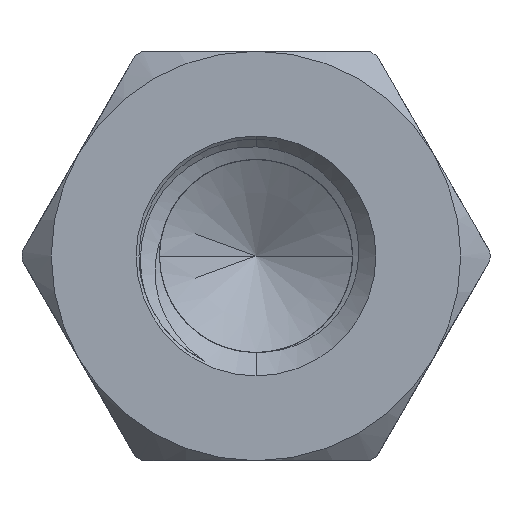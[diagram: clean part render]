
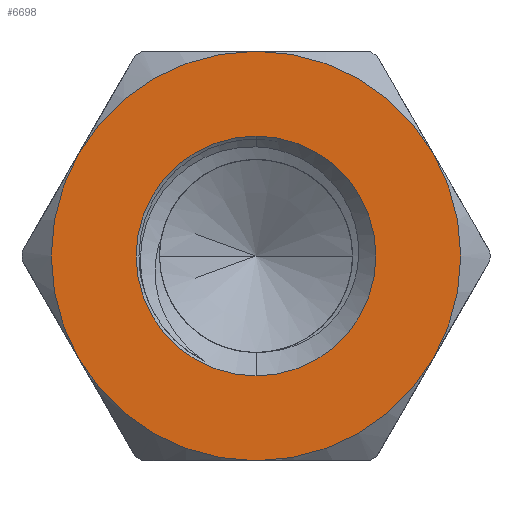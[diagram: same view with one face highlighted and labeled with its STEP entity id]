
A CAD part, front view. The second image highlights one B-rep face of the part: STEP entity #6698.
In plain terms, the highlighted planar face has unit normal (0, -1, 0).
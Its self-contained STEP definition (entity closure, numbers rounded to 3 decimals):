
#190 = CARTESIAN_POINT ( 'NONE',  ( 3.031, 0., 1.75 ) ) ;
#378 = DIRECTION ( 'NONE',  ( 0., -1., 0. ) ) ;
#673 = EDGE_CURVE ( 'NONE', #2172, #4559, #2424, .T. ) ;
#1052 = EDGE_CURVE ( 'NONE', #3857, #8345, #5080, .T. ) ;
#1068 = AXIS2_PLACEMENT_3D ( 'NONE', #2655, #8296, #1360 ) ;
#1318 = CARTESIAN_POINT ( 'NONE',  ( -3.031, 0., -1.75 ) ) ;
#1347 = DIRECTION ( 'NONE',  ( 0., -1., 0. ) ) ;
#1349 = FACE_OUTER_BOUND ( 'NONE', #2660, .T. ) ;
#1360 = DIRECTION ( 'NONE',  ( 0., 0., 1. ) ) ;
#1611 = CARTESIAN_POINT ( 'NONE',  ( 0., 0., 3.5 ) ) ;
#1614 = CIRCLE ( 'NONE', #4671, 3.5 ) ;
#1775 = ORIENTED_EDGE ( 'NONE', *, *, #2473, .T. ) ;
#1911 = CARTESIAN_POINT ( 'NONE',  ( 0., 0., 0. ) ) ;
#1934 = EDGE_CURVE ( 'NONE', #4559, #2172, #7334, .T. ) ;
#2144 = VERTEX_POINT ( 'NONE', #5768 ) ;
#2172 = VERTEX_POINT ( 'NONE', #8886 ) ;
#2316 = VERTEX_POINT ( 'NONE', #9034 ) ;
#2355 = CARTESIAN_POINT ( 'NONE',  ( 0., 0., 0. ) ) ;
#2424 = CIRCLE ( 'NONE', #7091, 2.05 ) ;
#2441 = DIRECTION ( 'NONE',  ( 0., 1., 0. ) ) ;
#2451 = ORIENTED_EDGE ( 'NONE', *, *, #1934, .F. ) ;
#2473 = EDGE_CURVE ( 'NONE', #2144, #2316, #8613, .T. ) ;
#2560 = ORIENTED_EDGE ( 'NONE', *, *, #4951, .T. ) ;
#2655 = CARTESIAN_POINT ( 'NONE',  ( 0., 0., 0. ) ) ;
#2660 = EDGE_LOOP ( 'NONE', ( #2560, #7634, #3214, #7490, #1775, #5454 ) ) ;
#2949 = AXIS2_PLACEMENT_3D ( 'NONE', #3557, #378, #6836 ) ;
#3149 = CIRCLE ( 'NONE', #2949, 3.5 ) ;
#3214 = ORIENTED_EDGE ( 'NONE', *, *, #1052, .T. ) ;
#3440 = DIRECTION ( 'NONE',  ( 0., -1., 0. ) ) ;
#3557 = CARTESIAN_POINT ( 'NONE',  ( 0., 0., 0. ) ) ;
#3746 = AXIS2_PLACEMENT_3D ( 'NONE', #1911, #3440, #7600 ) ;
#3813 = CARTESIAN_POINT ( 'NONE',  ( 0., 0., 0. ) ) ;
#3857 = VERTEX_POINT ( 'NONE', #5051 ) ;
#3928 = CARTESIAN_POINT ( 'NONE',  ( 0., 0., 0. ) ) ;
#4003 = CIRCLE ( 'NONE', #9317, 3.5 ) ;
#4250 = ORIENTED_EDGE ( 'NONE', *, *, #673, .F. ) ;
#4272 = CARTESIAN_POINT ( 'NONE',  ( 0., 0., 2.05 ) ) ;
#4297 = CIRCLE ( 'NONE', #3746, 3.5 ) ;
#4506 = EDGE_CURVE ( 'NONE', #7868, #3857, #4297, .T. ) ;
#4559 = VERTEX_POINT ( 'NONE', #4272 ) ;
#4639 = DIRECTION ( 'NONE',  ( 0., 0., 1. ) ) ;
#4671 = AXIS2_PLACEMENT_3D ( 'NONE', #3928, #1347, #4639 ) ;
#4764 = DIRECTION ( 'NONE',  ( 0., 0., 1. ) ) ;
#4866 = PLANE ( 'NONE',  #6672 ) ;
#4951 = EDGE_CURVE ( 'NONE', #9322, #7868, #1614, .T. ) ;
#5051 = CARTESIAN_POINT ( 'NONE',  ( -3.031, 0., 1.75 ) ) ;
#5080 = CIRCLE ( 'NONE', #1068, 3.5 ) ;
#5320 = EDGE_CURVE ( 'NONE', #8345, #2144, #3149, .T. ) ;
#5424 = DIRECTION ( 'NONE',  ( 0., 0., 1. ) ) ;
#5454 = ORIENTED_EDGE ( 'NONE', *, *, #9588, .T. ) ;
#5768 = CARTESIAN_POINT ( 'NONE',  ( 0., 0., -3.5 ) ) ;
#5773 = FACE_BOUND ( 'NONE', #9823, .T. ) ;
#6110 = DIRECTION ( 'NONE',  ( 0., -1., 0. ) ) ;
#6218 = DIRECTION ( 'NONE',  ( 0., 0., -1. ) ) ;
#6426 = CARTESIAN_POINT ( 'NONE',  ( 0., 0., 0. ) ) ;
#6672 = AXIS2_PLACEMENT_3D ( 'NONE', #6426, #2441, #4764 ) ;
#6698 = ADVANCED_FACE ( 'NONE', ( #5773, #1349 ), #4866, .F. ) ;
#6836 = DIRECTION ( 'NONE',  ( 0., 0., 1. ) ) ;
#7089 = DIRECTION ( 'NONE',  ( 0., 0., -1. ) ) ;
#7091 = AXIS2_PLACEMENT_3D ( 'NONE', #7963, #10272, #6218 ) ;
#7334 = CIRCLE ( 'NONE', #9482, 2.05 ) ;
#7490 = ORIENTED_EDGE ( 'NONE', *, *, #5320, .T. ) ;
#7586 = AXIS2_PLACEMENT_3D ( 'NONE', #9453, #6110, #7829 ) ;
#7600 = DIRECTION ( 'NONE',  ( 0., 0., 1. ) ) ;
#7634 = ORIENTED_EDGE ( 'NONE', *, *, #4506, .T. ) ;
#7829 = DIRECTION ( 'NONE',  ( 0., 0., -1. ) ) ;
#7868 = VERTEX_POINT ( 'NONE', #1611 ) ;
#7963 = CARTESIAN_POINT ( 'NONE',  ( 0., 0., 0. ) ) ;
#8296 = DIRECTION ( 'NONE',  ( 0., -1., 0. ) ) ;
#8345 = VERTEX_POINT ( 'NONE', #1318 ) ;
#8613 = CIRCLE ( 'NONE', #7586, 3.5 ) ;
#8886 = CARTESIAN_POINT ( 'NONE',  ( 0., 0., -2.05 ) ) ;
#9034 = CARTESIAN_POINT ( 'NONE',  ( 3.031, 0., -1.75 ) ) ;
#9317 = AXIS2_PLACEMENT_3D ( 'NONE', #3813, #9469, #5424 ) ;
#9322 = VERTEX_POINT ( 'NONE', #190 ) ;
#9453 = CARTESIAN_POINT ( 'NONE',  ( 0., 0., 0. ) ) ;
#9469 = DIRECTION ( 'NONE',  ( 0., -1., 0. ) ) ;
#9482 = AXIS2_PLACEMENT_3D ( 'NONE', #2355, #9601, #7089 ) ;
#9588 = EDGE_CURVE ( 'NONE', #2316, #9322, #4003, .T. ) ;
#9601 = DIRECTION ( 'NONE',  ( 0., -1., 0. ) ) ;
#9823 = EDGE_LOOP ( 'NONE', ( #4250, #2451 ) ) ;
#10272 = DIRECTION ( 'NONE',  ( 0., -1., 0. ) ) ;
